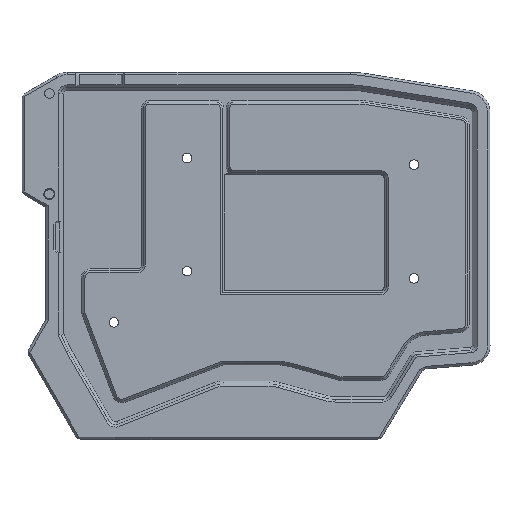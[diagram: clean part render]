
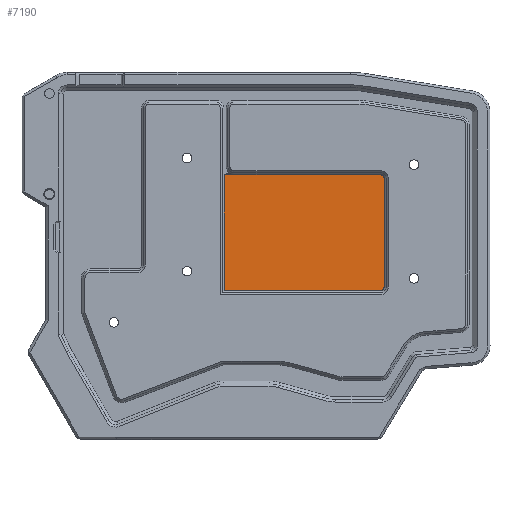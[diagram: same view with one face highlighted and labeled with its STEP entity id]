
A CAD part, top view. The second image highlights one B-rep face of the part: STEP entity #7190.
In plain terms, the highlighted planar face has unit normal (0, 0, 1).
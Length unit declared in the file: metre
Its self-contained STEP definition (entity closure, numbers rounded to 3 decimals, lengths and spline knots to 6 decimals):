
#310=CIRCLE('',#7800,0.0008);
#311=CIRCLE('',#7801,0.0008);
#312=CIRCLE('',#7802,0.0012);
#313=CIRCLE('',#7803,0.0012);
#314=CIRCLE('',#7804,0.0028);
#1565=ORIENTED_EDGE('',*,*,#3066,.T.);
#1566=ORIENTED_EDGE('',*,*,#3067,.T.);
#1567=ORIENTED_EDGE('',*,*,#3068,.T.);
#1568=ORIENTED_EDGE('',*,*,#3069,.T.);
#1569=ORIENTED_EDGE('',*,*,#3070,.T.);
#1570=ORIENTED_EDGE('',*,*,#3071,.T.);
#1571=ORIENTED_EDGE('',*,*,#3072,.T.);
#1572=ORIENTED_EDGE('',*,*,#3073,.T.);
#1573=ORIENTED_EDGE('',*,*,#3074,.T.);
#1574=ORIENTED_EDGE('',*,*,#3075,.T.);
#3066=EDGE_CURVE('',#3834,#3835,#310,.T.);
#3067=EDGE_CURVE('',#3835,#3836,#4525,.T.);
#3068=EDGE_CURVE('',#3836,#3837,#311,.T.);
#3069=EDGE_CURVE('',#3837,#3838,#4526,.T.);
#3070=EDGE_CURVE('',#3838,#3839,#312,.T.);
#3071=EDGE_CURVE('',#3839,#3840,#4527,.T.);
#3072=EDGE_CURVE('',#3840,#3841,#313,.T.);
#3073=EDGE_CURVE('',#3841,#3842,#4528,.T.);
#3074=EDGE_CURVE('',#3842,#3843,#314,.F.);
#3075=EDGE_CURVE('',#3843,#3834,#4529,.T.);
#3834=VERTEX_POINT('',#11510);
#3835=VERTEX_POINT('',#11511);
#3836=VERTEX_POINT('',#11513);
#3837=VERTEX_POINT('',#11515);
#3838=VERTEX_POINT('',#11517);
#3839=VERTEX_POINT('',#11519);
#3840=VERTEX_POINT('',#11521);
#3841=VERTEX_POINT('',#11523);
#3842=VERTEX_POINT('',#11525);
#3843=VERTEX_POINT('',#11527);
#4525=LINE('',#11512,#5353);
#4526=LINE('',#11516,#5354);
#4527=LINE('',#11520,#5355);
#4528=LINE('',#11524,#5356);
#4529=LINE('',#11528,#5357);
#5353=VECTOR('',#9364,1.);
#5354=VECTOR('',#9367,1.);
#5355=VECTOR('',#9370,1.);
#5356=VECTOR('',#9373,1.);
#5357=VECTOR('',#9376,1.);
#5932=EDGE_LOOP('',(#1565,#1566,#1567,#1568,#1569,#1570,#1571,#1572,#1573,
#1574));
#6417=FACE_BOUND('',#5932,.T.);
#6765=PLANE('',#7799);
#7190=ADVANCED_FACE('',(#6417),#6765,.T.);
#7799=AXIS2_PLACEMENT_3D('',#11508,#9360,#9361);
#7800=AXIS2_PLACEMENT_3D('',#11509,#9362,#9363);
#7801=AXIS2_PLACEMENT_3D('',#11514,#9365,#9366);
#7802=AXIS2_PLACEMENT_3D('',#11518,#9368,#9369);
#7803=AXIS2_PLACEMENT_3D('',#11522,#9371,#9372);
#7804=AXIS2_PLACEMENT_3D('',#11526,#9374,#9375);
#9360=DIRECTION('',(0.,0.,1.));
#9361=DIRECTION('',(1.,0.,0.));
#9362=DIRECTION('',(0.,0.,1.));
#9363=DIRECTION('',(1.,0.,0.));
#9364=DIRECTION('',(0.,-1.,0.));
#9365=DIRECTION('',(0.,0.,1.));
#9366=DIRECTION('',(1.,0.,0.));
#9367=DIRECTION('',(1.,0.,0.));
#9368=DIRECTION('',(0.,0.,1.));
#9369=DIRECTION('',(1.,0.,0.));
#9370=DIRECTION('',(0.,1.,0.));
#9371=DIRECTION('',(0.,0.,1.));
#9372=DIRECTION('',(1.,0.,0.));
#9373=DIRECTION('',(-1.,0.,0.));
#9374=DIRECTION('',(0.,0.,1.));
#9375=DIRECTION('',(1.,0.,0.));
#9376=DIRECTION('',(-1.,0.,0.));
#11508=CARTESIAN_POINT('',(0.,-0.001038,0.0015));
#11509=CARTESIAN_POINT('',(-0.013916,0.025538,0.0015));
#11510=CARTESIAN_POINT('',(-0.013916,0.026338,0.0015));
#11511=CARTESIAN_POINT('',(-0.014616,0.025925,0.0015));
#11512=CARTESIAN_POINT('',(-0.014616,-0.001038,0.0015));
#11513=CARTESIAN_POINT('',(-0.014616,-0.012287,0.0015));
#11514=CARTESIAN_POINT('',(-0.013916,-0.0119,0.0015));
#11515=CARTESIAN_POINT('',(-0.014304,-0.0126,0.0015));
#11516=CARTESIAN_POINT('',(0.,-0.0126,0.0015));
#11517=CARTESIAN_POINT('',(0.037795,-0.0126,0.0015));
#11518=CARTESIAN_POINT('',(0.037795,-0.0114,0.0015));
#11519=CARTESIAN_POINT('',(0.038995,-0.0114,0.0015));
#11520=CARTESIAN_POINT('',(0.038995,-0.001038,0.0015));
#11521=CARTESIAN_POINT('',(0.038995,0.025038,0.0015));
#11522=CARTESIAN_POINT('',(0.037795,0.025038,0.0015));
#11523=CARTESIAN_POINT('',(0.037795,0.026238,0.0015));
#11524=CARTESIAN_POINT('',(0.,0.026238,0.0015));
#11525=CARTESIAN_POINT('',(-0.011416,0.026238,0.0015));
#11526=CARTESIAN_POINT('',(-0.011416,0.029038,0.0015));
#11527=CARTESIAN_POINT('',(-0.012158,0.026338,0.0015));
#11528=CARTESIAN_POINT('',(-0.013916,0.026338,0.0015));
